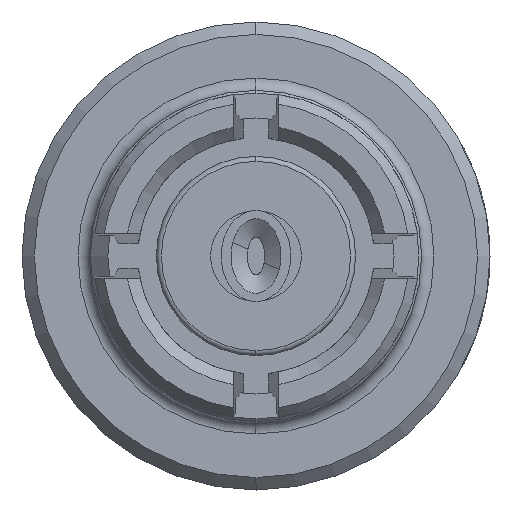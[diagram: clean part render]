
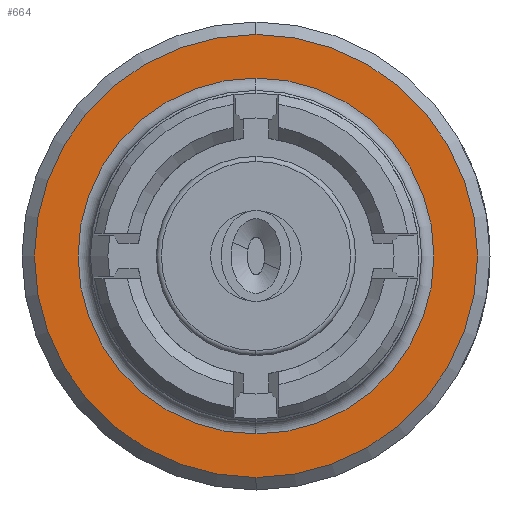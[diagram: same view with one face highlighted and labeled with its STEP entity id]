
A CAD part, left-side view. The second image highlights one B-rep face of the part: STEP entity #664.
In plain terms, the highlighted planar face has unit normal (-1, 0, 0).
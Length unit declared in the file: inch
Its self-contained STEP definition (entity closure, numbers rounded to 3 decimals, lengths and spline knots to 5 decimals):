
#53 = CARTESIAN_POINT ( 'NONE',  ( 0.155, 0., 0. ) ) ;
#240 = VERTEX_POINT ( 'NONE', #1162 ) ;
#255 = ORIENTED_EDGE ( 'NONE', *, *, #514, .T. ) ;
#271 = DIRECTION ( 'NONE',  ( -1., 0., 0. ) ) ;
#281 = AXIS2_PLACEMENT_3D ( 'NONE', #53, #1092, #2887 ) ;
#365 = ORIENTED_EDGE ( 'NONE', *, *, #3261, .T. ) ;
#514 = EDGE_CURVE ( 'NONE', #2334, #1285, #3047, .T. ) ;
#664 = ADVANCED_FACE ( 'NONE', ( #1800, #3336 ), #1838, .T. ) ;
#839 = CIRCLE ( 'NONE', #2686, 0.089 ) ;
#846 = DIRECTION ( 'NONE',  ( 0., 0., 1. ) ) ;
#962 = CARTESIAN_POINT ( 'NONE',  ( 0.155, 0., 0. ) ) ;
#1092 = DIRECTION ( 'NONE',  ( 1., 0., 0. ) ) ;
#1162 = CARTESIAN_POINT ( 'NONE',  ( 0.155, 0., -0.089 ) ) ;
#1194 = AXIS2_PLACEMENT_3D ( 'NONE', #962, #2048, #3044 ) ;
#1285 = VERTEX_POINT ( 'NONE', #2729 ) ;
#1325 = DIRECTION ( 'NONE',  ( 1., 0., 0. ) ) ;
#1395 = DIRECTION ( 'NONE',  ( 0., 0., 1. ) ) ;
#1430 = CARTESIAN_POINT ( 'NONE',  ( 0.155, 0., 0. ) ) ;
#1687 = AXIS2_PLACEMENT_3D ( 'NONE', #2139, #1325, #846 ) ;
#1800 = FACE_OUTER_BOUND ( 'NONE', #2958, .T. ) ;
#1838 = PLANE ( 'NONE',  #2328 ) ;
#1912 = CIRCLE ( 'NONE', #1194, 0.089 ) ;
#2048 = DIRECTION ( 'NONE',  ( -1., 0., 0. ) ) ;
#2118 = ORIENTED_EDGE ( 'NONE', *, *, #3278, .T. ) ;
#2139 = CARTESIAN_POINT ( 'NONE',  ( 0.155, 0., 0. ) ) ;
#2328 = AXIS2_PLACEMENT_3D ( 'NONE', #2822, #271, #2598 ) ;
#2334 = VERTEX_POINT ( 'NONE', #2992 ) ;
#2392 = EDGE_LOOP ( 'NONE', ( #255, #2672 ) ) ;
#2453 = CARTESIAN_POINT ( 'NONE',  ( 0.155, 0., 0.089 ) ) ;
#2598 = DIRECTION ( 'NONE',  ( 0., 0., 1. ) ) ;
#2672 = ORIENTED_EDGE ( 'NONE', *, *, #2817, .T. ) ;
#2686 = AXIS2_PLACEMENT_3D ( 'NONE', #1430, #3236, #1395 ) ;
#2729 = CARTESIAN_POINT ( 'NONE',  ( 0.155, 0., -0.0715 ) ) ;
#2817 = EDGE_CURVE ( 'NONE', #1285, #2334, #3285, .T. ) ;
#2822 = CARTESIAN_POINT ( 'NONE',  ( 0.155, 0., 0. ) ) ;
#2887 = DIRECTION ( 'NONE',  ( 0., 0., 1. ) ) ;
#2958 = EDGE_LOOP ( 'NONE', ( #2118, #365 ) ) ;
#2992 = CARTESIAN_POINT ( 'NONE',  ( 0.155, 0., 0.0715 ) ) ;
#3044 = DIRECTION ( 'NONE',  ( 0., 0., 1. ) ) ;
#3047 = CIRCLE ( 'NONE', #281, 0.0715 ) ;
#3207 = VERTEX_POINT ( 'NONE', #2453 ) ;
#3236 = DIRECTION ( 'NONE',  ( -1., 0., 0. ) ) ;
#3261 = EDGE_CURVE ( 'NONE', #3207, #240, #839, .T. ) ;
#3278 = EDGE_CURVE ( 'NONE', #240, #3207, #1912, .T. ) ;
#3285 = CIRCLE ( 'NONE', #1687, 0.0715 ) ;
#3336 = FACE_BOUND ( 'NONE', #2392, .T. ) ;
